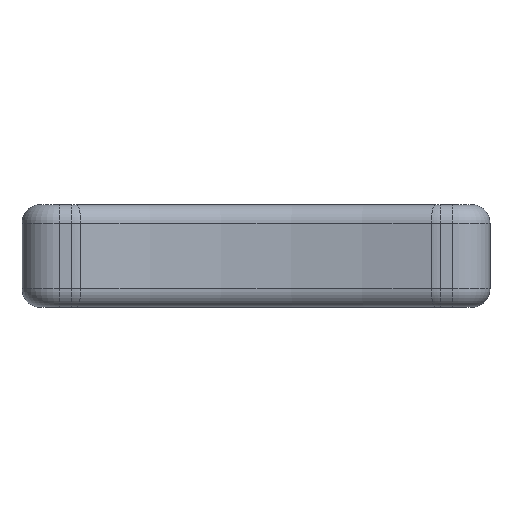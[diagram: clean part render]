
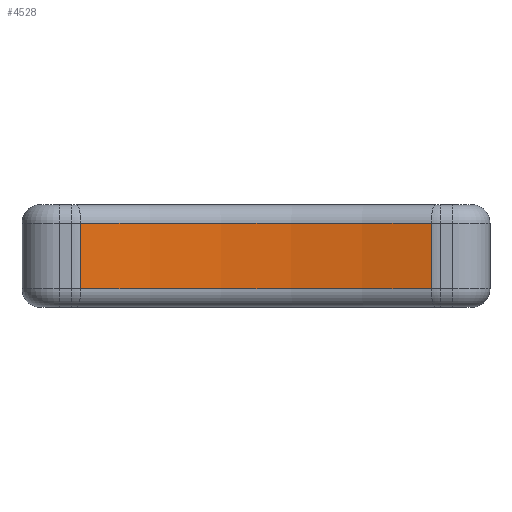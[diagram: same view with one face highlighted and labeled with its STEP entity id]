
A CAD part, front view. The second image highlights one B-rep face of the part: STEP entity #4528.
In plain terms, the highlighted cylindrical face has radius 150 mm (diameter 300 mm), a partial arc.
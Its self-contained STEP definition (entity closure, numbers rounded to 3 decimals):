
#1120 = CYLINDRICAL_SURFACE('',#1121,8.);
#1121 = AXIS2_PLACEMENT_3D('',#1122,#1123,#1124);
#1122 = CARTESIAN_POINT('',(-39.433,-27.,0.));
#1123 = DIRECTION('',(-0.,-0.,-1.));
#1124 = DIRECTION('',(1.,0.,0.));
#1231 = TOROIDAL_SURFACE('',#1232,154.,4.);
#1232 = AXIS2_PLACEMENT_3D('',#1233,#1234,#1235);
#1233 = CARTESIAN_POINT('',(0.,-180.,18.));
#1234 = DIRECTION('',(-0.,-0.,-1.));
#1235 = DIRECTION('',(0.25,0.968,-0.));
#1785 = TOROIDAL_SURFACE('',#1786,154.,4.);
#1786 = AXIS2_PLACEMENT_3D('',#1787,#1788,#1789);
#1787 = CARTESIAN_POINT('',(0.,-180.,4.));
#1788 = DIRECTION('',(0.,0.,1.));
#1789 = DIRECTION('',(0.25,0.968,-0.));
#2583 = VERTEX_POINT('',#2584);
#2584 = CARTESIAN_POINT('',(-37.437,-34.747,18.));
#2606 = EDGE_CURVE('',#2607,#2583,#2609,.T.);
#2607 = VERTEX_POINT('',#2608);
#2608 = CARTESIAN_POINT('',(-37.437,-34.747,4.));
#2609 = SURFACE_CURVE('',#2610,(#2614,#2621),.PCURVE_S1.);
#2610 = LINE('',#2611,#2612);
#2611 = CARTESIAN_POINT('',(-37.437,-34.747,0.));
#2612 = VECTOR('',#2613,1.);
#2613 = DIRECTION('',(0.,0.,1.));
#2614 = PCURVE('',#1120,#2615);
#2615 = DEFINITIONAL_REPRESENTATION('',(#2616),#2620);
#2616 = LINE('',#2617,#2618);
#2617 = CARTESIAN_POINT('',(-4.965,0.));
#2618 = VECTOR('',#2619,1.);
#2619 = DIRECTION('',(-0.,-1.));
#2620 = ( GEOMETRIC_REPRESENTATION_CONTEXT(2) 
PARAMETRIC_REPRESENTATION_CONTEXT() REPRESENTATION_CONTEXT('2D SPACE',''
  ) );
#2621 = PCURVE('',#2622,#2627);
#2622 = CYLINDRICAL_SURFACE('',#2623,150.);
#2623 = AXIS2_PLACEMENT_3D('',#2624,#2625,#2626);
#2624 = CARTESIAN_POINT('',(0.,-180.,0.));
#2625 = DIRECTION('',(-0.,-0.,-1.));
#2626 = DIRECTION('',(1.,0.,0.));
#2627 = DEFINITIONAL_REPRESENTATION('',(#2628),#2632);
#2628 = LINE('',#2629,#2630);
#2629 = CARTESIAN_POINT('',(-1.823,0.));
#2630 = VECTOR('',#2631,1.);
#2631 = DIRECTION('',(-0.,-1.));
#2632 = ( GEOMETRIC_REPRESENTATION_CONTEXT(2) 
PARAMETRIC_REPRESENTATION_CONTEXT() REPRESENTATION_CONTEXT('2D SPACE',''
  ) );
#2761 = VERTEX_POINT('',#2762);
#2762 = CARTESIAN_POINT('',(37.437,-34.747,18.));
#2782 = EDGE_CURVE('',#2761,#2583,#2783,.T.);
#2783 = SURFACE_CURVE('',#2784,(#2789,#2796),.PCURVE_S1.);
#2784 = CIRCLE('',#2785,150.);
#2785 = AXIS2_PLACEMENT_3D('',#2786,#2787,#2788);
#2786 = CARTESIAN_POINT('',(0.,-180.,18.));
#2787 = DIRECTION('',(0.,0.,1.));
#2788 = DIRECTION('',(0.25,0.968,-0.));
#2789 = PCURVE('',#1231,#2790);
#2790 = DEFINITIONAL_REPRESENTATION('',(#2791),#2795);
#2791 = LINE('',#2792,#2793);
#2792 = CARTESIAN_POINT('',(-0.,3.142));
#2793 = VECTOR('',#2794,1.);
#2794 = DIRECTION('',(-1.,0.));
#2795 = ( GEOMETRIC_REPRESENTATION_CONTEXT(2) 
PARAMETRIC_REPRESENTATION_CONTEXT() REPRESENTATION_CONTEXT('2D SPACE',''
  ) );
#2796 = PCURVE('',#2622,#2797);
#2797 = DEFINITIONAL_REPRESENTATION('',(#2798),#2802);
#2798 = LINE('',#2799,#2800);
#2799 = CARTESIAN_POINT('',(-1.319,-18.));
#2800 = VECTOR('',#2801,1.);
#2801 = DIRECTION('',(-1.,0.));
#2802 = ( GEOMETRIC_REPRESENTATION_CONTEXT(2) 
PARAMETRIC_REPRESENTATION_CONTEXT() REPRESENTATION_CONTEXT('2D SPACE',''
  ) );
#2900 = CYLINDRICAL_SURFACE('',#2901,8.);
#2901 = AXIS2_PLACEMENT_3D('',#2902,#2903,#2904);
#2902 = CARTESIAN_POINT('',(39.433,-27.,0.));
#2903 = DIRECTION('',(-0.,-0.,-1.));
#2904 = DIRECTION('',(1.,0.,0.));
#3512 = VERTEX_POINT('',#3513);
#3513 = CARTESIAN_POINT('',(37.437,-34.747,4.));
#3533 = EDGE_CURVE('',#3512,#2607,#3534,.T.);
#3534 = SURFACE_CURVE('',#3535,(#3540,#3547),.PCURVE_S1.);
#3535 = CIRCLE('',#3536,150.);
#3536 = AXIS2_PLACEMENT_3D('',#3537,#3538,#3539);
#3537 = CARTESIAN_POINT('',(0.,-180.,4.));
#3538 = DIRECTION('',(0.,0.,1.));
#3539 = DIRECTION('',(0.25,0.968,-0.));
#3540 = PCURVE('',#1785,#3541);
#3541 = DEFINITIONAL_REPRESENTATION('',(#3542),#3546);
#3542 = LINE('',#3543,#3544);
#3543 = CARTESIAN_POINT('',(0.,3.142));
#3544 = VECTOR('',#3545,1.);
#3545 = DIRECTION('',(1.,0.));
#3546 = ( GEOMETRIC_REPRESENTATION_CONTEXT(2) 
PARAMETRIC_REPRESENTATION_CONTEXT() REPRESENTATION_CONTEXT('2D SPACE',''
  ) );
#3547 = PCURVE('',#2622,#3548);
#3548 = DEFINITIONAL_REPRESENTATION('',(#3549),#3553);
#3549 = LINE('',#3550,#3551);
#3550 = CARTESIAN_POINT('',(-1.319,-4.));
#3551 = VECTOR('',#3552,1.);
#3552 = DIRECTION('',(-1.,0.));
#3553 = ( GEOMETRIC_REPRESENTATION_CONTEXT(2) 
PARAMETRIC_REPRESENTATION_CONTEXT() REPRESENTATION_CONTEXT('2D SPACE',''
  ) );
#4528 = ADVANCED_FACE('',(#4529),#2622,.F.);
#4529 = FACE_BOUND('',#4530,.T.);
#4530 = EDGE_LOOP('',(#4531,#4552,#4553,#4554));
#4531 = ORIENTED_EDGE('',*,*,#4532,.T.);
#4532 = EDGE_CURVE('',#3512,#2761,#4533,.T.);
#4533 = SURFACE_CURVE('',#4534,(#4538,#4545),.PCURVE_S1.);
#4534 = LINE('',#4535,#4536);
#4535 = CARTESIAN_POINT('',(37.437,-34.747,0.));
#4536 = VECTOR('',#4537,1.);
#4537 = DIRECTION('',(0.,0.,1.));
#4538 = PCURVE('',#2622,#4539);
#4539 = DEFINITIONAL_REPRESENTATION('',(#4540),#4544);
#4540 = LINE('',#4541,#4542);
#4541 = CARTESIAN_POINT('',(-1.319,0.));
#4542 = VECTOR('',#4543,1.);
#4543 = DIRECTION('',(-0.,-1.));
#4544 = ( GEOMETRIC_REPRESENTATION_CONTEXT(2) 
PARAMETRIC_REPRESENTATION_CONTEXT() REPRESENTATION_CONTEXT('2D SPACE',''
  ) );
#4545 = PCURVE('',#2900,#4546);
#4546 = DEFINITIONAL_REPRESENTATION('',(#4547),#4551);
#4547 = LINE('',#4548,#4549);
#4548 = CARTESIAN_POINT('',(-4.46,0.));
#4549 = VECTOR('',#4550,1.);
#4550 = DIRECTION('',(-0.,-1.));
#4551 = ( GEOMETRIC_REPRESENTATION_CONTEXT(2) 
PARAMETRIC_REPRESENTATION_CONTEXT() REPRESENTATION_CONTEXT('2D SPACE',''
  ) );
#4552 = ORIENTED_EDGE('',*,*,#2782,.T.);
#4553 = ORIENTED_EDGE('',*,*,#2606,.F.);
#4554 = ORIENTED_EDGE('',*,*,#3533,.F.);
